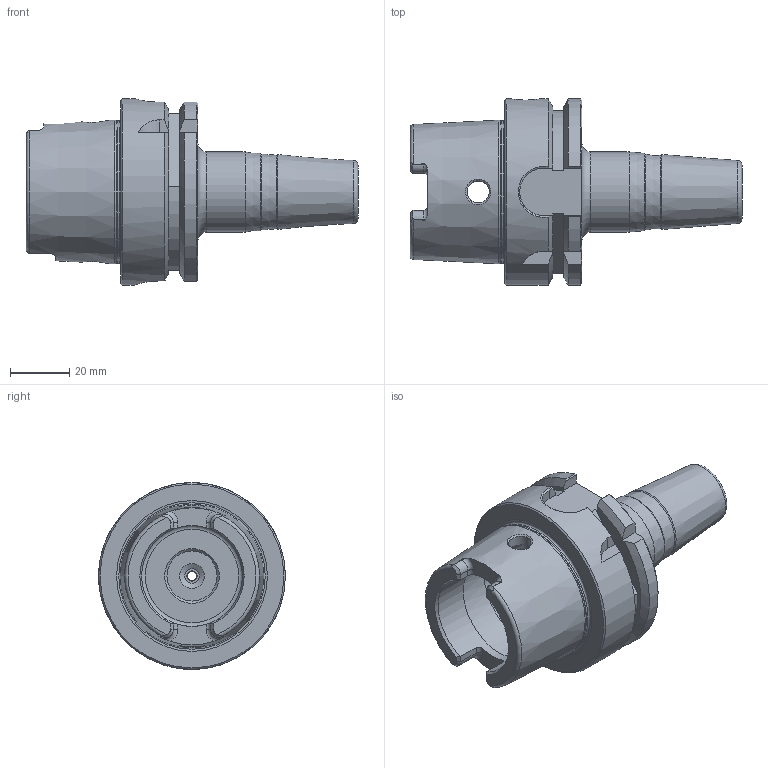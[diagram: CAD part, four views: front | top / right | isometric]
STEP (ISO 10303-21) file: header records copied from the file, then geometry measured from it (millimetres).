
FILE_DESCRIPTION(/* description */ ('SHRINK FIT HOLDER'),/* implementation_level */ '2;1');
FILE_NAME(/* name */ 'H63A-M08SF80-9C.stp',/* time_stamp */ '2020-08-24T12:07:51-04:00',/* author */ ('jsmall'),/* organization */ (''),/* preprocessor_version */ 'ST-DEVELOPER v17',/* originating_system */ 'Autodesk Inventor 2018',/* authorisation */ '10.3 in^3');
FILE_SCHEMA (('AUTOMOTIVE_DESIGN { 1 0 10303 214 3 1 1 }'));
Products named in the file (4): H63A-M08SF80-9C; H63A-M08SF80-9C_1; BS-SFM061-16; 029-060
Assembly tree (3 placements, depth 2):
  H63A-M08SF80-9C
    H63A-M08SF80-9C_1
    BS-SFM061-16
    029-060
Bounding box: 112 x 63 x 63 mm (x, y, z)
Volume: 105169.6 mm3; surface area: 28762.5 mm2
Topology: 3 solids, 3 shells, 189 faces, 534 edges, 354 vertices
Faces by surface type: plane 77, cylinder 46, cone 40, torus 14, bspline 11, sphere 1
Full cylindrical faces by diameter (mm): 3 x3, 3.251 x2, 4 x1, 4.917 x1, 5 x1, 7.5 x2, 7.985 x1, 8.407 x1, 8.747 x1, 10 x1, 16.916 x1, 19.016 x1, 27 x1, 34 x2, 40 x1, 48.041 x1, 63 x1
Entity records: 7428 total; most frequent: CARTESIAN_POINT 2359, ORIENTED_EDGE 1068, DIRECTION 964, EDGE_CURVE 534, AXIS2_PLACEMENT_3D 386, VERTEX_POINT 355, EDGE_LOOP 207, CIRCLE 197
